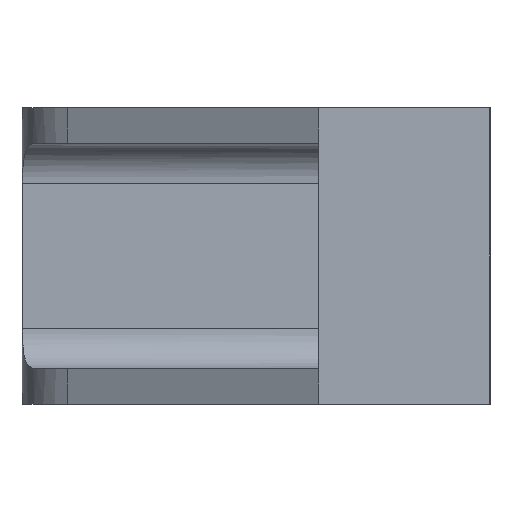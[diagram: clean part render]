
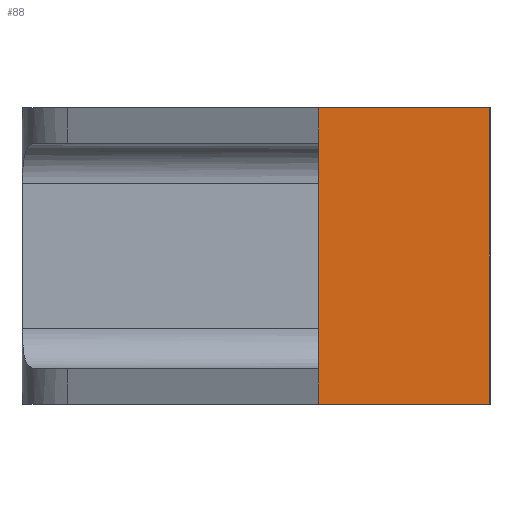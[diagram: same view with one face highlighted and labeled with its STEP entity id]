
A CAD part, left-side view. The second image highlights one B-rep face of the part: STEP entity #88.
In plain terms, the highlighted planar face has unit normal (-1, 0, 0).
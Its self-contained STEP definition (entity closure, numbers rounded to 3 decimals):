
#88 = ADVANCED_FACE( '', ( #193 ), #194, .F. );
#193 = FACE_OUTER_BOUND( '', #318, .T. );
#194 = PLANE( '', #319 );
#318 = EDGE_LOOP( '', ( #511, #512, #513, #514, #515, #516 ) );
#319 = AXIS2_PLACEMENT_3D( '', #517, #518, #519 );
#511 = ORIENTED_EDGE( '', *, *, #780, .T. );
#512 = ORIENTED_EDGE( '', *, *, #781, .F. );
#513 = ORIENTED_EDGE( '', *, *, #765, .F. );
#514 = ORIENTED_EDGE( '', *, *, #782, .T. );
#515 = ORIENTED_EDGE( '', *, *, #783, .T. );
#516 = ORIENTED_EDGE( '', *, *, #784, .T. );
#517 = CARTESIAN_POINT( '', ( -68.5, 15., 13. ) );
#518 = DIRECTION( '', ( 1., 0., 0. ) );
#519 = DIRECTION( '', ( 0., 0., -1. ) );
#765 = EDGE_CURVE( '', #923, #925, #926, .T. );
#780 = EDGE_CURVE( '', #949, #950, #951, .T. );
#781 = EDGE_CURVE( '', #925, #950, #952, .T. );
#782 = EDGE_CURVE( '', #923, #871, #953, .T. );
#783 = EDGE_CURVE( '', #871, #954, #955, .T. );
#784 = EDGE_CURVE( '', #954, #949, #956, .T. );
#871 = VERTEX_POINT( '', #1079 );
#923 = VERTEX_POINT( '', #1168 );
#925 = VERTEX_POINT( '', #1171 );
#926 = LINE( '', #1172, #1173 );
#949 = VERTEX_POINT( '', #1204 );
#950 = VERTEX_POINT( '', #1205 );
#951 = LINE( '', #1206, #1207 );
#952 = LINE( '', #1208, #1209 );
#953 = LINE( '', #1210, #1211 );
#954 = VERTEX_POINT( '', #1212 );
#955 = LINE( '', #1213, #1214 );
#956 = LINE( '', #1215, #1216 );
#1079 = CARTESIAN_POINT( '', ( -68.5, 15., 9.875 ) );
#1168 = CARTESIAN_POINT( '', ( -68.5, 15., 13. ) );
#1171 = CARTESIAN_POINT( '', ( -68.5, 0., 13. ) );
#1172 = CARTESIAN_POINT( '', ( -68.5, 15., 13. ) );
#1173 = VECTOR( '', #1390, 1000. );
#1204 = CARTESIAN_POINT( '', ( -68.5, 15., -13. ) );
#1205 = CARTESIAN_POINT( '', ( -68.5, 0., -13. ) );
#1206 = CARTESIAN_POINT( '', ( -68.5, 15., -13. ) );
#1207 = VECTOR( '', #1411, 1000. );
#1208 = CARTESIAN_POINT( '', ( -68.5, 0., 13. ) );
#1209 = VECTOR( '', #1412, 1000. );
#1210 = CARTESIAN_POINT( '', ( -68.5, 15., 13. ) );
#1211 = VECTOR( '', #1413, 1000. );
#1212 = CARTESIAN_POINT( '', ( -68.5, 15., -9.875 ) );
#1213 = CARTESIAN_POINT( '', ( -68.5, 15., 13. ) );
#1214 = VECTOR( '', #1414, 1000. );
#1215 = CARTESIAN_POINT( '', ( -68.5, 15., 13. ) );
#1216 = VECTOR( '', #1415, 1000. );
#1390 = DIRECTION( '', ( 0., -1., 0. ) );
#1411 = DIRECTION( '', ( 0., -1., 0. ) );
#1412 = DIRECTION( '', ( 0., 0., -1. ) );
#1413 = DIRECTION( '', ( 0., 0., -1. ) );
#1414 = DIRECTION( '', ( 0., 0., -1. ) );
#1415 = DIRECTION( '', ( 0., 0., -1. ) );
